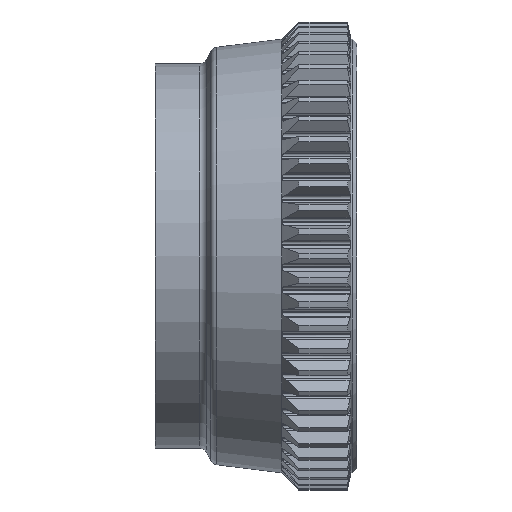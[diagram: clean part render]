
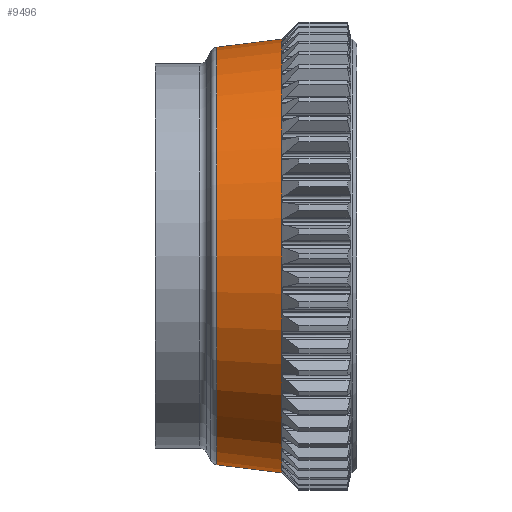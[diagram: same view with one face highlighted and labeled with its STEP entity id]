
A CAD part, left-side view. The second image highlights one B-rep face of the part: STEP entity #9496.
In plain terms, the highlighted conical face has half-angle 7.125 degrees and reference radius 27.625 mm.
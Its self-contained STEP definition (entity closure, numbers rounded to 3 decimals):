
#1291=FACE_OUTER_BOUND('',#1817,.T.);
#1817=EDGE_LOOP('',(#6440,#6441,#6442,#6443));
#2370=LINE('',#12500,#2907);
#2907=VECTOR('',#10778,27.625);
#3451=CIRCLE('',#10077,27.192);
#3452=CIRCLE('',#10079,28.25);
#3776=VERTEX_POINT('',#12495);
#3777=VERTEX_POINT('',#12499);
#4840=EDGE_CURVE('',#3776,#3776,#3451,.T.);
#4841=EDGE_CURVE('',#3776,#3777,#2370,.T.);
#4842=EDGE_CURVE('',#3777,#3777,#3452,.T.);
#6440=ORIENTED_EDGE('',*,*,#4840,.F.);
#6441=ORIENTED_EDGE('',*,*,#4841,.T.);
#6442=ORIENTED_EDGE('',*,*,#4842,.T.);
#6443=ORIENTED_EDGE('',*,*,#4841,.F.);
#9470=CONICAL_SURFACE('',#10078,27.625,0.124);
#9496=ADVANCED_FACE('',(#1291),#9470,.T.);
#10077=AXIS2_PLACEMENT_3D('',#12497,#10774,#10775);
#10078=AXIS2_PLACEMENT_3D('',#12498,#10776,#10777);
#10079=AXIS2_PLACEMENT_3D('',#12501,#10779,#10780);
#10774=DIRECTION('center_axis',(0.,1.,0.));
#10775=DIRECTION('ref_axis',(0.,0.,1.));
#10776=DIRECTION('center_axis',(0.,-1.,0.));
#10777=DIRECTION('ref_axis',(0.,0.,1.));
#10778=DIRECTION('',(0.,-0.992,-0.124));
#10779=DIRECTION('center_axis',(0.,1.,0.));
#10780=DIRECTION('ref_axis',(1.,0.,0.));
#12495=CARTESIAN_POINT('',(0.,16.462,-27.192));
#12497=CARTESIAN_POINT('Origin',(0.,16.462,
0.));
#12498=CARTESIAN_POINT('Origin',(0.,13.,0.));
#12499=CARTESIAN_POINT('',(0.,8.,-28.25));
#12500=CARTESIAN_POINT('',(0.,13.,-27.625));
#12501=CARTESIAN_POINT('Origin',(0.,8.,0.));
